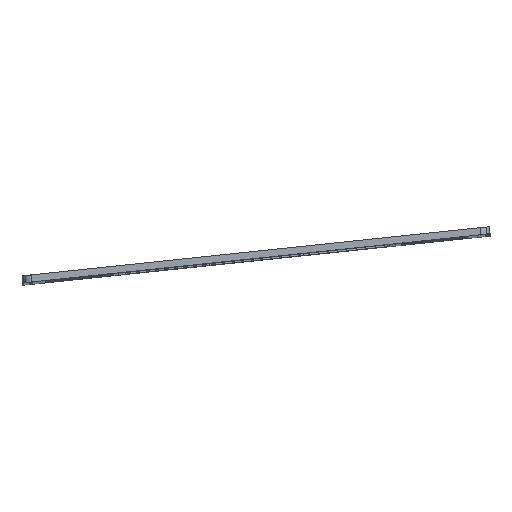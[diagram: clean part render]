
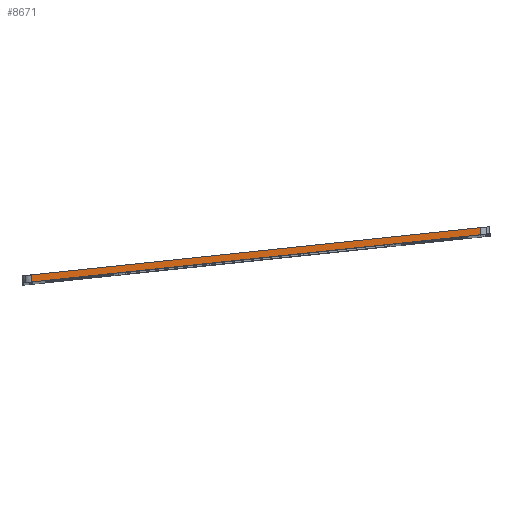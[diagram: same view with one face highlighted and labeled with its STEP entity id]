
A CAD part, top view. The second image highlights one B-rep face of the part: STEP entity #8671.
In plain terms, the highlighted planar face has unit normal (0, 0, 1).
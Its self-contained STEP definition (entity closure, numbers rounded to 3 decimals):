
#739=FACE_OUTER_BOUND('',#1251,.T.);
#1251=EDGE_LOOP('',(#7905,#7906,#7907,#7908));
#1757=LINE('',#12259,#2595);
#1941=LINE('',#13012,#2779);
#2527=LINE('',#14614,#3365);
#2528=LINE('',#14616,#3366);
#2595=VECTOR('',#9673,96.002);
#2779=VECTOR('',#10243,96.002);
#3365=VECTOR('',#12019,1.5);
#3366=VECTOR('',#12022,1.5);
#3460=VERTEX_POINT('',#12256);
#3461=VERTEX_POINT('',#12258);
#3836=VERTEX_POINT('',#13009);
#3837=VERTEX_POINT('',#13011);
#4312=EDGE_CURVE('',#3461,#3460,#1757,.T.);
#4688=EDGE_CURVE('',#3837,#3836,#1941,.T.);
#5491=EDGE_CURVE('',#3836,#3461,#2527,.T.);
#5492=EDGE_CURVE('',#3460,#3837,#2528,.T.);
#7905=ORIENTED_EDGE('',*,*,#5491,.T.);
#7906=ORIENTED_EDGE('',*,*,#4312,.T.);
#7907=ORIENTED_EDGE('',*,*,#5492,.T.);
#7908=ORIENTED_EDGE('',*,*,#4688,.T.);
#8270=PLANE('',#9545);
#8671=ADVANCED_FACE('',(#739),#8270,.T.);
#9545=AXIS2_PLACEMENT_3D('',#14615,#12020,#12021);
#9673=DIRECTION('',(0.995,0.105,0.));
#10243=DIRECTION('',(-0.995,-0.105,0.));
#12019=DIRECTION('',(0.104,-0.995,0.));
#12020=DIRECTION('center_axis',(0.,0.,1.));
#12021=DIRECTION('ref_axis',(1.,0.,0.));
#12022=DIRECTION('',(-0.105,0.995,0.));
#12256=CARTESIAN_POINT('',(101.435,19.114,291.6));
#12258=CARTESIAN_POINT('',(5.958,9.079,291.6));
#12259=CARTESIAN_POINT('',(5.958,9.079,291.6));
#13009=CARTESIAN_POINT('',(5.802,10.571,291.6));
#13011=CARTESIAN_POINT('',(101.278,20.606,291.6));
#13012=CARTESIAN_POINT('',(101.278,20.606,291.6));
#14614=CARTESIAN_POINT('',(5.802,10.571,291.6));
#14615=CARTESIAN_POINT('Origin',(53.618,14.843,291.6));
#14616=CARTESIAN_POINT('',(101.435,19.114,291.6));
